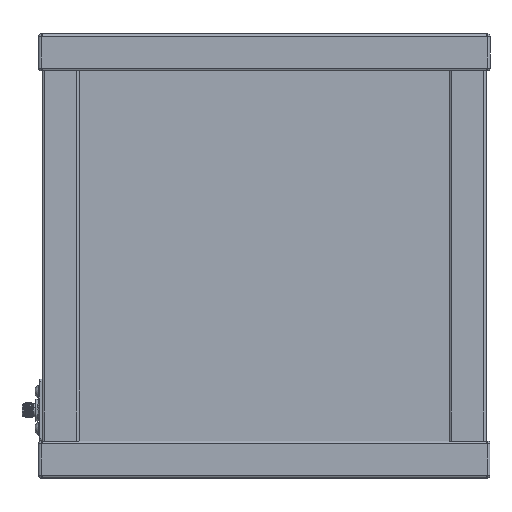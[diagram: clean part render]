
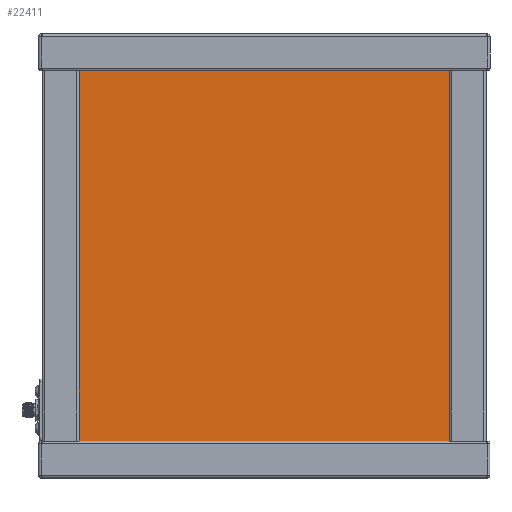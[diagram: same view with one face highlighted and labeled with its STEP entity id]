
A CAD part, top view. The second image highlights one B-rep face of the part: STEP entity #22411.
In plain terms, the highlighted planar face has unit normal (0, 0, 1).
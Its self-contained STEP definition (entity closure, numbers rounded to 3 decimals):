
#1458 = DIRECTION ( 'NONE',  ( 0., 1., 0. ) ) ;
#2522 = DIRECTION ( 'NONE',  ( -1., 0., 0. ) ) ;
#2733 = CARTESIAN_POINT ( 'NONE',  ( 0., 0., 0. ) ) ;
#2738 = EDGE_CURVE ( 'NONE', #6260, #12526, #8487, .T. ) ;
#4207 = LINE ( 'NONE', #16730, #20251 ) ;
#5200 = VECTOR ( 'NONE', #2522, 1000. ) ;
#6260 = VERTEX_POINT ( 'NONE', #7717 ) ;
#6316 = VECTOR ( 'NONE', #13596, 1000. ) ;
#6435 = ORIENTED_EDGE ( 'NONE', *, *, #2738, .T. ) ;
#7717 = CARTESIAN_POINT ( 'NONE',  ( 150., 150., 0. ) ) ;
#7859 = CARTESIAN_POINT ( 'NONE',  ( -150., 150., 0. ) ) ;
#8051 = EDGE_CURVE ( 'NONE', #12526, #34553, #20933, .T. ) ;
#8487 = LINE ( 'NONE', #8798, #5200 ) ;
#8798 = CARTESIAN_POINT ( 'NONE',  ( 150., 150., 0. ) ) ;
#10383 = FACE_OUTER_BOUND ( 'NONE', #31235, .T. ) ;
#11009 = LINE ( 'NONE', #19297, #6316 ) ;
#12526 = VERTEX_POINT ( 'NONE', #29929 ) ;
#13596 = DIRECTION ( 'NONE',  ( 1., 0., 0. ) ) ;
#16730 = CARTESIAN_POINT ( 'NONE',  ( 150., -150., 0. ) ) ;
#18109 = ORIENTED_EDGE ( 'NONE', *, *, #34691, .T. ) ;
#19297 = CARTESIAN_POINT ( 'NONE',  ( -180., -150., 0. ) ) ;
#19919 = VERTEX_POINT ( 'NONE', #20490 ) ;
#20251 = VECTOR ( 'NONE', #1458, 1000. ) ;
#20490 = CARTESIAN_POINT ( 'NONE',  ( 150., -150., 0. ) ) ;
#20660 = AXIS2_PLACEMENT_3D ( 'NONE', #2733, #35802, #29958 ) ;
#20905 = ORIENTED_EDGE ( 'NONE', *, *, #8051, .T. ) ;
#20909 = PLANE ( 'NONE',  #20660 ) ;
#20933 = LINE ( 'NONE', #7859, #32202 ) ;
#22411 = ADVANCED_FACE ( 'NONE', ( #10383 ), #20909, .T. ) ;
#22906 = DIRECTION ( 'NONE',  ( 0., -1., 0. ) ) ;
#23693 = ORIENTED_EDGE ( 'NONE', *, *, #30873, .T. ) ;
#24495 = CARTESIAN_POINT ( 'NONE',  ( -150., -150., 0. ) ) ;
#29929 = CARTESIAN_POINT ( 'NONE',  ( -150., 150., 0. ) ) ;
#29958 = DIRECTION ( 'NONE',  ( 0., -1., 0. ) ) ;
#30873 = EDGE_CURVE ( 'NONE', #34553, #19919, #11009, .T. ) ;
#31235 = EDGE_LOOP ( 'NONE', ( #20905, #23693, #18109, #6435 ) ) ;
#32202 = VECTOR ( 'NONE', #22906, 1000. ) ;
#34553 = VERTEX_POINT ( 'NONE', #24495 ) ;
#34691 = EDGE_CURVE ( 'NONE', #19919, #6260, #4207, .T. ) ;
#35802 = DIRECTION ( 'NONE',  ( 0., 0., 1. ) ) ;
